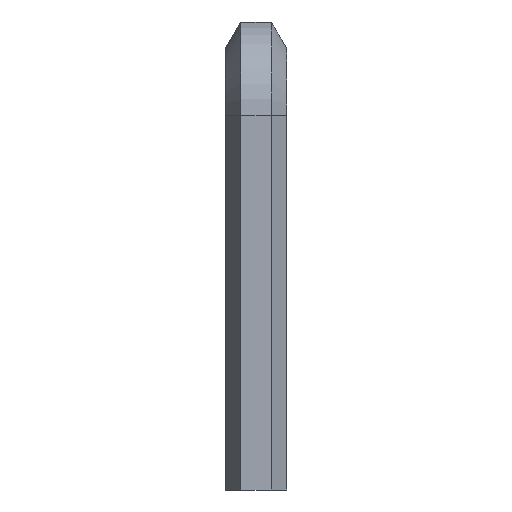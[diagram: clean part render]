
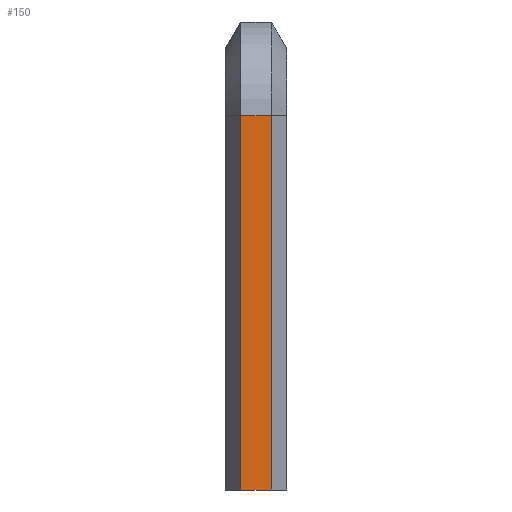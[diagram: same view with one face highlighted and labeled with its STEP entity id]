
A CAD part, front view. The second image highlights one B-rep face of the part: STEP entity #150.
In plain terms, the highlighted planar face has unit normal (0, -1, 0).
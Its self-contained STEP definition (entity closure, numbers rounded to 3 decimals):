
#4 = EDGE_CURVE ( 'NONE', #113, #141, #277, .T. ) ;
#30 = LINE ( 'NONE', #66, #445 ) ;
#34 = PLANE ( 'NONE',  #597 ) ;
#58 = VERTEX_POINT ( 'NONE', #367 ) ;
#64 = FACE_OUTER_BOUND ( 'NONE', #194, .T. ) ;
#66 = CARTESIAN_POINT ( 'NONE',  ( -1.155, -2., 0. ) ) ;
#76 = ORIENTED_EDGE ( 'NONE', *, *, #243, .F. ) ;
#80 = ORIENTED_EDGE ( 'NONE', *, *, #592, .T. ) ;
#113 = VERTEX_POINT ( 'NONE', #476 ) ;
#135 = CARTESIAN_POINT ( 'NONE',  ( -1.155, -2., 28. ) ) ;
#137 = EDGE_CURVE ( 'NONE', #113, #242, #30, .T. ) ;
#141 = VERTEX_POINT ( 'NONE', #441 ) ;
#150 = ADVANCED_FACE ( 'NONE', ( #64 ), #34, .T. ) ;
#182 = ORIENTED_EDGE ( 'NONE', *, *, #4, .T. ) ;
#184 = DIRECTION ( 'NONE',  ( 1., 0., 0. ) ) ;
#194 = EDGE_LOOP ( 'NONE', ( #80, #76, #384, #182 ) ) ;
#223 = VECTOR ( 'NONE', #312, 1000. ) ;
#242 = VERTEX_POINT ( 'NONE', #135 ) ;
#243 = EDGE_CURVE ( 'NONE', #242, #58, #276, .T. ) ;
#254 = DIRECTION ( 'NONE',  ( 0., 0., 1. ) ) ;
#276 = LINE ( 'NONE', #321, #364 ) ;
#277 = LINE ( 'NONE', #461, #496 ) ;
#312 = DIRECTION ( 'NONE',  ( 0., 0., 1. ) ) ;
#321 = CARTESIAN_POINT ( 'NONE',  ( -1.155, -2., 28. ) ) ;
#344 = DIRECTION ( 'NONE',  ( 0., -1., 0. ) ) ;
#364 = VECTOR ( 'NONE', #184, 1000. ) ;
#367 = CARTESIAN_POINT ( 'NONE',  ( 1.155, -2., 28. ) ) ;
#384 = ORIENTED_EDGE ( 'NONE', *, *, #137, .F. ) ;
#441 = CARTESIAN_POINT ( 'NONE',  ( 1.155, -2., 0. ) ) ;
#445 = VECTOR ( 'NONE', #254, 1000. ) ;
#458 = DIRECTION ( 'NONE',  ( 1., 0., 0. ) ) ;
#461 = CARTESIAN_POINT ( 'NONE',  ( -1.155, -2., 0. ) ) ;
#476 = CARTESIAN_POINT ( 'NONE',  ( -1.155, -2., 0. ) ) ;
#492 = CARTESIAN_POINT ( 'NONE',  ( 1.155, -2., 0. ) ) ;
#496 = VECTOR ( 'NONE', #458, 1000. ) ;
#522 = DIRECTION ( 'NONE',  ( 1., 0., 0. ) ) ;
#571 = CARTESIAN_POINT ( 'NONE',  ( -1.155, -2., 0. ) ) ;
#583 = LINE ( 'NONE', #492, #223 ) ;
#592 = EDGE_CURVE ( 'NONE', #141, #58, #583, .T. ) ;
#597 = AXIS2_PLACEMENT_3D ( 'NONE', #571, #344, #522 ) ;
